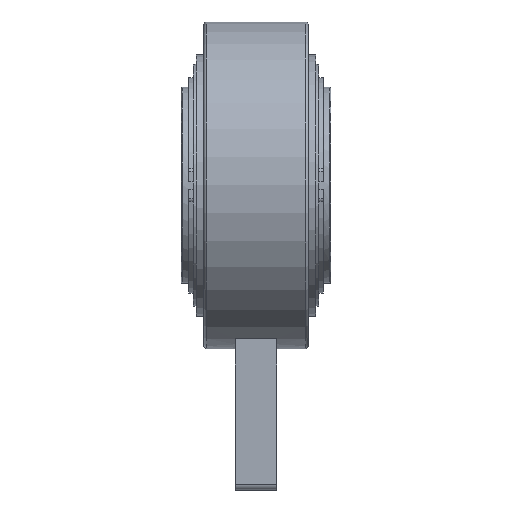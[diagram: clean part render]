
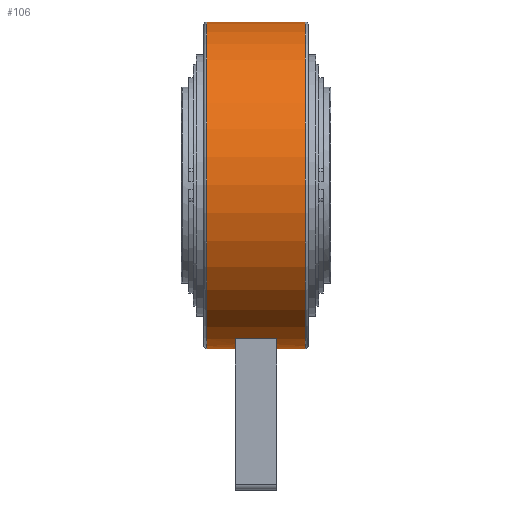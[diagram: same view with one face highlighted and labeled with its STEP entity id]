
A CAD part, top view. The second image highlights one B-rep face of the part: STEP entity #106.
In plain terms, the highlighted cylindrical face has radius 59 mm (diameter 118 mm), a partial arc.
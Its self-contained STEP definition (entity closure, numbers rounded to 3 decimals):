
#106=ADVANCED_FACE('',(#258),#259,.T.);
#258=FACE_OUTER_BOUND('',#438,.T.);
#259=CYLINDRICAL_SURFACE('',#439,59.0);
#438=EDGE_LOOP('',(#965,#966,#967,#968,#969,#970,#971,#972,#973,#974));
#439=AXIS2_PLACEMENT_3D('',#975,#976,#977);
#965=ORIENTED_EDGE('',*,*,#1195,.T.);
#966=ORIENTED_EDGE('',*,*,#1255,.T.);
#967=ORIENTED_EDGE('',*,*,#1247,.T.);
#968=ORIENTED_EDGE('',*,*,#1266,.T.);
#969=ORIENTED_EDGE('',*,*,#1199,.T.);
#970=ORIENTED_EDGE('',*,*,#1335,.F.);
#971=ORIENTED_EDGE('',*,*,#1334,.F.);
#972=ORIENTED_EDGE('',*,*,#1197,.T.);
#973=ORIENTED_EDGE('',*,*,#1289,.F.);
#974=ORIENTED_EDGE('',*,*,#1288,.F.);
#975=CARTESIAN_POINT('',(9.45,0.0,0.0));
#976=DIRECTION('',(1.0,0.0,0.0));
#977=DIRECTION('',(0.0,-1.0,0.));
#1195=EDGE_CURVE('',#1436,#1437,#1438,.T.);
#1197=EDGE_CURVE('',#1441,#1439,#1442,.T.);
#1199=EDGE_CURVE('',#1445,#1443,#1446,.T.);
#1247=EDGE_CURVE('',#1536,#1537,#1538,.T.);
#1255=EDGE_CURVE('',#1437,#1536,#1551,.T.);
#1266=EDGE_CURVE('',#1537,#1445,#1569,.T.);
#1288=EDGE_CURVE('',#1436,#1600,#1601,.T.);
#1289=EDGE_CURVE('',#1600,#1439,#1602,.T.);
#1334=EDGE_CURVE('',#1441,#1668,#1669,.T.);
#1335=EDGE_CURVE('',#1668,#1443,#1670,.T.);
#1436=VERTEX_POINT('',#1804);
#1437=VERTEX_POINT('',#1805);
#1438=LINE('',#1806,#1807);
#1439=VERTEX_POINT('',#1808);
#1441=VERTEX_POINT('',#1810);
#1442=LINE('',#1811,#1812);
#1443=VERTEX_POINT('',#1813);
#1445=VERTEX_POINT('',#1815);
#1446=LINE('',#1816,#1817);
#1536=VERTEX_POINT('',#1925);
#1537=VERTEX_POINT('',#1926);
#1538=LINE('',#1927,#1928);
#1551=CIRCLE('',#1946,59.0);
#1569=CIRCLE('',#1970,59.0);
#1600=VERTEX_POINT('',#2016);
#1601=CIRCLE('',#2017,59.0);
#1602=CIRCLE('',#2018,59.0);
#1668=VERTEX_POINT('',#2105);
#1669=CIRCLE('',#2106,59.0);
#1670=CIRCLE('',#2107,59.0);
#1804=CARTESIAN_POINT('',(-17.72,-59.0,0.));
#1805=CARTESIAN_POINT('',(-7.5,-59.0,0.));
#1806=CARTESIAN_POINT('',(9.45,-59.0,0.));
#1807=VECTOR('',#2255,1.0);
#1808=CARTESIAN_POINT('',(-17.72,59.0,0.));
#1810=CARTESIAN_POINT('',(17.72,59.0,0.));
#1811=CARTESIAN_POINT('',(9.45,59.0,0.));
#1812=VECTOR('',#2259,1.0);
#1813=CARTESIAN_POINT('',(17.72,-59.0,0.));
#1815=CARTESIAN_POINT('',(7.5,-59.0,0.));
#1816=CARTESIAN_POINT('',(9.45,-59.0,0.));
#1817=VECTOR('',#2263,1.0);
#1925=CARTESIAN_POINT('',(-7.5,-55.507,20.0));
#1926=CARTESIAN_POINT('',(7.5,-55.507,20.0));
#1927=CARTESIAN_POINT('',(0.0,-55.507,20.0));
#1928=VECTOR('',#2369,1.0);
#1946=AXIS2_PLACEMENT_3D('',#2381,#2382,#2383);
#1970=AXIS2_PLACEMENT_3D('',#2402,#2403,#2404);
#2016=CARTESIAN_POINT('',(-17.72,0.,59.0));
#2017=AXIS2_PLACEMENT_3D('',#2438,#2439,#2440);
#2018=AXIS2_PLACEMENT_3D('',#2441,#2442,#2443);
#2105=CARTESIAN_POINT('',(17.72,0.,59.0));
#2106=AXIS2_PLACEMENT_3D('',#2534,#2535,#2536);
#2107=AXIS2_PLACEMENT_3D('',#2537,#2538,#2539);
#2255=DIRECTION('',(1.0,0.0,0.0));
#2259=DIRECTION('',(-1.0,-0.0,-0.0));
#2263=DIRECTION('',(1.0,0.0,0.0));
#2369=DIRECTION('',(1.0,0.0,0.0));
#2381=CARTESIAN_POINT('',(-7.5,0.0,0.0));
#2382=DIRECTION('',(-1.0,-0.0,0.0));
#2383=DIRECTION('',(0.0,-1.0,0.));
#2402=CARTESIAN_POINT('',(7.5,0.0,0.0));
#2403=DIRECTION('',(1.0,0.0,0.0));
#2404=DIRECTION('',(0.0,-1.0,0.));
#2438=CARTESIAN_POINT('',(-17.72,0.,0.));
#2439=DIRECTION('',(-1.0,0.,0.));
#2440=DIRECTION('',(0.,1.0,0.));
#2441=CARTESIAN_POINT('',(-17.72,0.,0.));
#2442=DIRECTION('',(-1.0,0.,0.));
#2443=DIRECTION('',(0.,1.0,0.));
#2534=CARTESIAN_POINT('',(17.72,0.,0.));
#2535=DIRECTION('',(1.0,0.0,0.0));
#2536=DIRECTION('',(0.0,-1.0,0.));
#2537=CARTESIAN_POINT('',(17.72,0.,0.));
#2538=DIRECTION('',(1.0,0.0,0.0));
#2539=DIRECTION('',(0.0,-1.0,0.));
